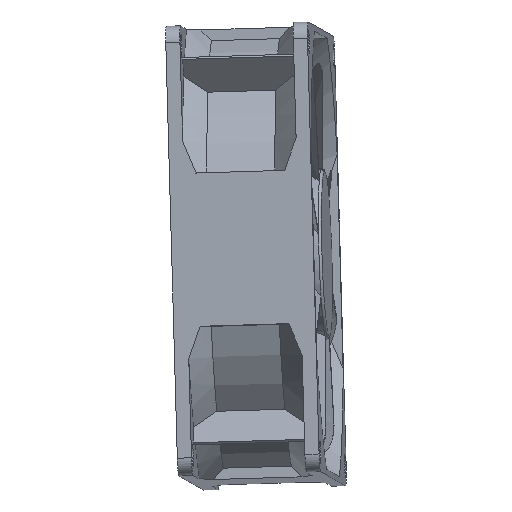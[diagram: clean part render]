
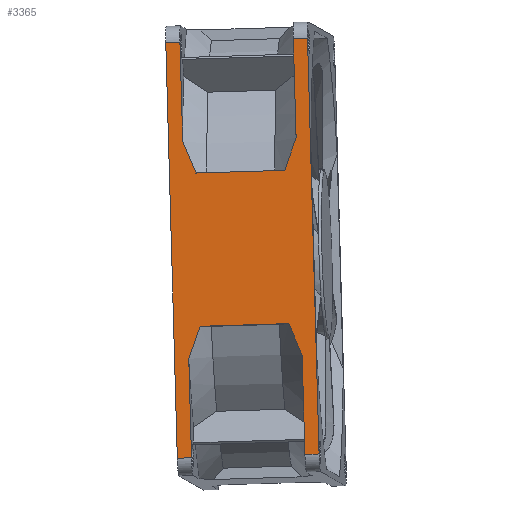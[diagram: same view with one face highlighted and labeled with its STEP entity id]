
A CAD part, front view. The second image highlights one B-rep face of the part: STEP entity #3365.
In plain terms, the highlighted free-form (B-spline) face has degree [1, 1] with [2, 2] control points.
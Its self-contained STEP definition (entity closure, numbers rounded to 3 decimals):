
#1491 = EDGE_CURVE('',#1492,#1494,#1496,.T.);
#1492 = VERTEX_POINT('',#1493);
#1493 = CARTESIAN_POINT('',(-56.703,-37.425,
    -54.503));
#1494 = VERTEX_POINT('',#1495);
#1495 = CARTESIAN_POINT('',(-57.243,-36.729,
    -35.108));
#1496 = B_SPLINE_CURVE_WITH_KNOTS('',1,(#1497,#1498),.UNSPECIFIED.,.F.,
  .F.,(2,2),(-36.598,-19.183),.PIECEWISE_BEZIER_KNOTS.);
#1497 = CARTESIAN_POINT('',(-56.703,-37.425,
    -54.503));
#1498 = CARTESIAN_POINT('',(-57.243,-36.729,
    -35.108));
#1615 = VERTEX_POINT('',#1616);
#1616 = CARTESIAN_POINT('',(-55.012,-36.645,
    -28.706));
#1623 = EDGE_CURVE('',#1494,#1615,#1624,.T.);
#1624 = B_SPLINE_CURVE_WITH_KNOTS('',3,(#1625,#1626,#1627,#1628),
  .UNSPECIFIED.,.F.,.F.,(4,4),(0.,0.006),
  .PIECEWISE_BEZIER_KNOTS.);
#1625 = CARTESIAN_POINT('',(-57.243,-36.729,
    -35.108));
#1626 = CARTESIAN_POINT('',(-56.394,-36.708,
    -32.997));
#1627 = CARTESIAN_POINT('',(-55.642,-36.681,
    -30.865));
#1628 = CARTESIAN_POINT('',(-55.012,-36.645,
    -28.706));
#1754 = EDGE_CURVE('',#1755,#1757,#1759,.T.);
#1755 = VERTEX_POINT('',#1756);
#1756 = CARTESIAN_POINT('',(-37.578,-37.682,
    -28.183));
#1757 = VERTEX_POINT('',#1758);
#1758 = CARTESIAN_POINT('',(-34.995,-38.052,
    -34.441));
#1759 = B_SPLINE_CURVE_WITH_KNOTS('',3,(#1760,#1761,#1762,#1763,#1764,
    #1765),.UNSPECIFIED.,.F.,.F.,(4,2,4),(0.033,
    0.036,0.039),.UNSPECIFIED.);
#1760 = CARTESIAN_POINT('',(-37.578,-37.682,
    -28.183));
#1761 = CARTESIAN_POINT('',(-37.203,-37.741,
    -29.244));
#1762 = CARTESIAN_POINT('',(-36.796,-37.802,
    -30.3));
#1763 = CARTESIAN_POINT('',(-35.932,-37.925,
    -32.386));
#1764 = CARTESIAN_POINT('',(-35.475,-37.988,
    -33.418));
#1765 = CARTESIAN_POINT('',(-34.995,-38.052,
    -34.441));
#1819 = VERTEX_POINT('',#1820);
#1820 = CARTESIAN_POINT('',(-34.454,-38.748,
    -53.836));
#1826 = EDGE_CURVE('',#1757,#1819,#1827,.T.);
#1827 = B_SPLINE_CURVE_WITH_KNOTS('',1,(#1828,#1829),.UNSPECIFIED.,.F.,
  .F.,(2,2),(19.183,36.598),.PIECEWISE_BEZIER_KNOTS.);
#1828 = CARTESIAN_POINT('',(-34.995,-38.052,
    -34.441));
#1829 = CARTESIAN_POINT('',(-34.454,-38.748,
    -53.836));
#1881 = VERTEX_POINT('',#1882);
#1882 = CARTESIAN_POINT('',(-58.974,-34.5,
    27.018));
#1888 = EDGE_CURVE('',#1889,#1881,#1891,.T.);
#1889 = VERTEX_POINT('',#1890);
#1890 = CARTESIAN_POINT('',(-58.434,-35.196,
    7.623));
#1891 = B_SPLINE_CURVE_WITH_KNOTS('',1,(#1892,#1893),.UNSPECIFIED.,.F.,
  .F.,(2,2),(19.183,36.598),.PIECEWISE_BEZIER_KNOTS.);
#1892 = CARTESIAN_POINT('',(-58.434,-35.196,
    7.623));
#1893 = CARTESIAN_POINT('',(-58.974,-34.5,
    27.018));
#1938 = EDGE_CURVE('',#1939,#1889,#1941,.T.);
#1939 = VERTEX_POINT('',#1940);
#1940 = CARTESIAN_POINT('',(-55.85,-35.566,
    1.365));
#1941 = B_SPLINE_CURVE_WITH_KNOTS('',3,(#1942,#1943,#1944,#1945,#1946,
    #1947),.UNSPECIFIED.,.F.,.F.,(4,2,4),(0.033,
    0.036,0.039),.UNSPECIFIED.);
#1942 = CARTESIAN_POINT('',(-55.85,-35.566,
    1.365));
#1943 = CARTESIAN_POINT('',(-56.225,-35.507,
    2.426));
#1944 = CARTESIAN_POINT('',(-56.632,-35.446,
    3.482));
#1945 = CARTESIAN_POINT('',(-57.496,-35.322,
    5.568));
#1946 = CARTESIAN_POINT('',(-57.954,-35.26,
    6.6));
#1947 = CARTESIAN_POINT('',(-58.434,-35.196,
    7.623));
#2092 = VERTEX_POINT('',#2093);
#2093 = CARTESIAN_POINT('',(-38.416,-36.603,
    1.888));
#2100 = EDGE_CURVE('',#2101,#2092,#2103,.T.);
#2101 = VERTEX_POINT('',#2102);
#2102 = CARTESIAN_POINT('',(-36.185,-36.519,
    8.29));
#2103 = B_SPLINE_CURVE_WITH_KNOTS('',3,(#2104,#2105,#2106,#2107),
  .UNSPECIFIED.,.F.,.F.,(4,4),(0.,0.006),
  .PIECEWISE_BEZIER_KNOTS.);
#2104 = CARTESIAN_POINT('',(-36.185,-36.519,
    8.29));
#2105 = CARTESIAN_POINT('',(-37.034,-36.54,
    6.179));
#2106 = CARTESIAN_POINT('',(-37.786,-36.567,
    4.047));
#2107 = CARTESIAN_POINT('',(-38.416,-36.603,
    1.888));
#2191 = EDGE_CURVE('',#2192,#2101,#2194,.T.);
#2192 = VERTEX_POINT('',#2193);
#2193 = CARTESIAN_POINT('',(-36.726,-35.823,
    27.686));
#2194 = B_SPLINE_CURVE_WITH_KNOTS('',1,(#2195,#2196),.UNSPECIFIED.,.F.,
  .F.,(2,2),(-36.598,-19.183),.PIECEWISE_BEZIER_KNOTS.);
#2195 = CARTESIAN_POINT('',(-36.726,-35.823,
    27.686));
#2196 = CARTESIAN_POINT('',(-36.185,-36.519,
    8.29));
#2834 = VERTEX_POINT('',#2835);
#2835 = CARTESIAN_POINT('',(-59.484,-37.259,
    -54.587));
#2841 = EDGE_CURVE('',#2842,#2834,#2844,.T.);
#2842 = VERTEX_POINT('',#2843);
#2843 = CARTESIAN_POINT('',(-61.755,-34.334,
    26.935));
#2844 = B_SPLINE_CURVE_WITH_KNOTS('',1,(#2845,#2846),.UNSPECIFIED.,.F.,
  .F.,(2,2),(-76.196,-3.),.PIECEWISE_BEZIER_KNOTS.);
#2845 = CARTESIAN_POINT('',(-61.755,-34.334,
    26.935));
#2846 = CARTESIAN_POINT('',(-59.484,-37.259,
    -54.587));
#3079 = VERTEX_POINT('',#3080);
#3080 = CARTESIAN_POINT('',(-33.944,-35.988,
    27.769));
#3086 = EDGE_CURVE('',#3087,#3079,#3089,.T.);
#3087 = VERTEX_POINT('',#3088);
#3088 = CARTESIAN_POINT('',(-31.673,-38.914,
    -53.753));
#3089 = B_SPLINE_CURVE_WITH_KNOTS('',1,(#3090,#3091),.UNSPECIFIED.,.F.,
  .F.,(2,2),(-36.598,36.598),.PIECEWISE_BEZIER_KNOTS.);
#3090 = CARTESIAN_POINT('',(-31.673,-38.914,
    -53.753));
#3091 = CARTESIAN_POINT('',(-33.944,-35.988,
    27.769));
#3365 = ADVANCED_FACE('',(#3366),#3408,.T.);
#3366 = FACE_BOUND('',#3367,.T.);
#3367 = EDGE_LOOP('',(#3368,#3369,#3374,#3375,#3376,#3381,#3382,#3387,
    #3388,#3389,#3394,#3395,#3396,#3401,#3402,#3407));
#3368 = ORIENTED_EDGE('',*,*,#1623,.T.);
#3369 = ORIENTED_EDGE('',*,*,#3370,.T.);
#3370 = EDGE_CURVE('',#1615,#1755,#3371,.T.);
#3371 = B_SPLINE_CURVE_WITH_KNOTS('',1,(#3372,#3373),.UNSPECIFIED.,.F.,
  .F.,(2,2),(2.164,17.836),.PIECEWISE_BEZIER_KNOTS.);
#3372 = CARTESIAN_POINT('',(-55.012,-36.645,
    -28.706));
#3373 = CARTESIAN_POINT('',(-37.578,-37.682,
    -28.183));
#3374 = ORIENTED_EDGE('',*,*,#1754,.T.);
#3375 = ORIENTED_EDGE('',*,*,#1826,.T.);
#3376 = ORIENTED_EDGE('',*,*,#3377,.T.);
#3377 = EDGE_CURVE('',#1819,#3087,#3378,.T.);
#3378 = B_SPLINE_CURVE_WITH_KNOTS('',1,(#3379,#3380),.UNSPECIFIED.,.F.,
  .F.,(2,2),(22.5,25.),.PIECEWISE_BEZIER_KNOTS.);
#3379 = CARTESIAN_POINT('',(-34.454,-38.748,
    -53.836));
#3380 = CARTESIAN_POINT('',(-31.673,-38.914,
    -53.753));
#3381 = ORIENTED_EDGE('',*,*,#3086,.T.);
#3382 = ORIENTED_EDGE('',*,*,#3383,.T.);
#3383 = EDGE_CURVE('',#3079,#2192,#3384,.T.);
#3384 = B_SPLINE_CURVE_WITH_KNOTS('',1,(#3385,#3386),.UNSPECIFIED.,.F.,
  .F.,(2,2),(-25.,-22.5),.PIECEWISE_BEZIER_KNOTS.);
#3385 = CARTESIAN_POINT('',(-33.944,-35.988,
    27.769));
#3386 = CARTESIAN_POINT('',(-36.726,-35.823,
    27.686));
#3387 = ORIENTED_EDGE('',*,*,#2191,.T.);
#3388 = ORIENTED_EDGE('',*,*,#2100,.T.);
#3389 = ORIENTED_EDGE('',*,*,#3390,.T.);
#3390 = EDGE_CURVE('',#2092,#1939,#3391,.T.);
#3391 = B_SPLINE_CURVE_WITH_KNOTS('',1,(#3392,#3393),.UNSPECIFIED.,.F.,
  .F.,(2,2),(-17.836,-2.164),.PIECEWISE_BEZIER_KNOTS.);
#3392 = CARTESIAN_POINT('',(-38.416,-36.603,
    1.888));
#3393 = CARTESIAN_POINT('',(-55.85,-35.566,
    1.365));
#3394 = ORIENTED_EDGE('',*,*,#1938,.T.);
#3395 = ORIENTED_EDGE('',*,*,#1888,.T.);
#3396 = ORIENTED_EDGE('',*,*,#3397,.T.);
#3397 = EDGE_CURVE('',#1881,#2842,#3398,.T.);
#3398 = B_SPLINE_CURVE_WITH_KNOTS('',1,(#3399,#3400),.UNSPECIFIED.,.F.,
  .F.,(2,2),(-2.5,0.),.PIECEWISE_BEZIER_KNOTS.);
#3399 = CARTESIAN_POINT('',(-58.974,-34.5,
    27.018));
#3400 = CARTESIAN_POINT('',(-61.755,-34.334,
    26.935));
#3401 = ORIENTED_EDGE('',*,*,#2841,.T.);
#3402 = ORIENTED_EDGE('',*,*,#3403,.T.);
#3403 = EDGE_CURVE('',#2834,#1492,#3404,.T.);
#3404 = B_SPLINE_CURVE_WITH_KNOTS('',1,(#3405,#3406),.UNSPECIFIED.,.F.,
  .F.,(2,2),(0.,2.5),.PIECEWISE_BEZIER_KNOTS.);
#3405 = CARTESIAN_POINT('',(-59.484,-37.259,
    -54.587));
#3406 = CARTESIAN_POINT('',(-56.703,-37.425,
    -54.503));
#3407 = ORIENTED_EDGE('',*,*,#1491,.T.);
#3408 = B_SPLINE_SURFACE_WITH_KNOTS('',1,1,(
    (#3409,#3410)
    ,(#3411,#3412
    )),.UNSPECIFIED.,.F.,.F.,.F.,(2,2),(2,2),(3.,76.196),(-25.,
    0.),.PIECEWISE_BEZIER_KNOTS.);
#3409 = CARTESIAN_POINT('',(-31.673,-38.914,
    -53.753));
#3410 = CARTESIAN_POINT('',(-59.484,-37.259,
    -54.587));
#3411 = CARTESIAN_POINT('',(-33.944,-35.988,
    27.769));
#3412 = CARTESIAN_POINT('',(-61.755,-34.334,
    26.935));
